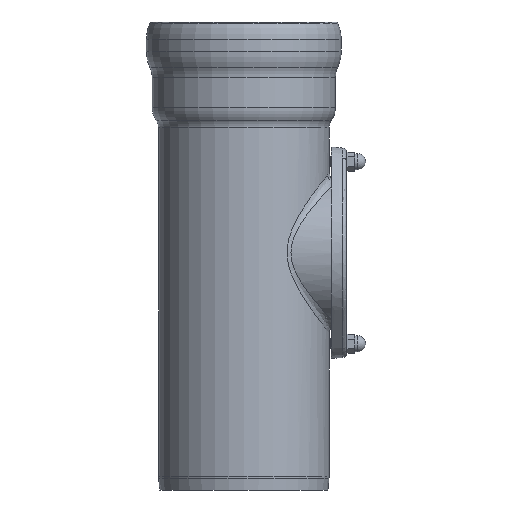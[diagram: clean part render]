
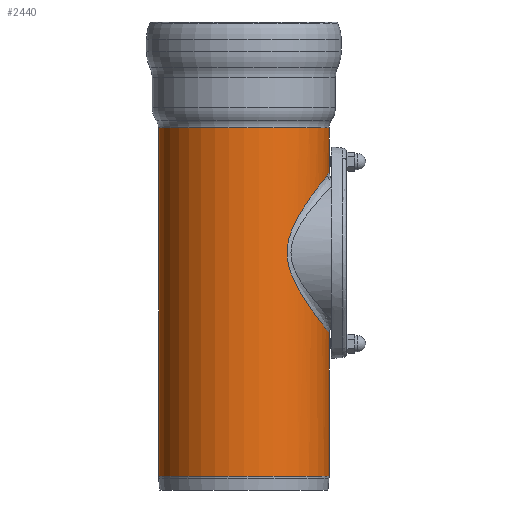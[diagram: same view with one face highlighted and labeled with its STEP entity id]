
A CAD part, left-side view. The second image highlights one B-rep face of the part: STEP entity #2440.
In plain terms, the highlighted cylindrical face has radius 665 mm (diameter 1330 mm), a full revolution.
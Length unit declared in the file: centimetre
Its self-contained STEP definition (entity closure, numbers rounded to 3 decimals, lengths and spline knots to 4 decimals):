
#196=LINE('',#4852,#304);
#197=LINE('',#4854,#305);
#304=VECTOR('',#2993,66.5);
#305=VECTOR('',#2994,66.5);
#411=CYLINDRICAL_SURFACE('',#2619,66.5);
#439=FACE_OUTER_BOUND('',#604,.T.);
#604=EDGE_LOOP('',(#1691,#1692,#1693,#1694,#1695,#1696,#1697,#1698,#1699,
#1700,#1701));
#784=B_SPLINE_CURVE_WITH_KNOTS('',3,(#4730,#4731,#4732,#4733,#4734,#4735,
#4736,#4737,#4738,#4739,#4740,#4741,#4742,#4743,#4744,#4745,#4746),
 .UNSPECIFIED.,.F.,.F.,(4,1,1,1,1,1,1,1,1,1,1,1,1,1,4),(0.,3.3132,
6.6264,13.2527,19.8791,26.5054,33.1318,
39.7581,46.3845,53.0108,58.9009,70.6811,
79.5163,88.3514,92.7674),.UNSPECIFIED.);
#785=B_SPLINE_CURVE_WITH_KNOTS('',3,(#4748,#4749,#4750,#4751,#4752,#4753,
#4754,#4755,#4756,#4757,#4758,#4759,#4760,#4761,#4762,#4763,#4764,#4765,
#4766,#4767,#4768,#4769,#4770,#4771,#4772,#4773,#4774,#4775),
 .UNSPECIFIED.,.F.,.F.,(4,1,1,1,1,1,1,1,1,1,1,1,1,1,1,1,1,1,1,1,1,1,1,1,
1,4),(92.7674,97.1866,106.0217,114.8568,
123.692,132.5271,141.3623,150.1974,159.0325,
167.8677,172.2853,176.7028,182.5929,188.483,
194.3731,198.7907,203.2083,212.0434,220.8785,
229.7137,238.5488,247.384,256.2191,265.0542,
271.6806,278.3048),.UNSPECIFIED.);
#786=B_SPLINE_CURVE_WITH_KNOTS('',3,(#4776,#4777,#4778,#4779,#4780,#4781,
#4782,#4783,#4784,#4785,#4786,#4787,#4788,#4789,#4790,#4791,#4792),
 .UNSPECIFIED.,.F.,.F.,(4,1,1,1,1,1,1,1,1,1,1,1,1,1,4),(278.3048,
278.307,284.9333,291.5597,298.186,304.8124,
318.0651,331.3178,337.9442,344.5705,351.1969,
357.8232,364.4496,367.7628,371.0759),
 .UNSPECIFIED.);
#865=CIRCLE('',#2620,66.5);
#866=CIRCLE('',#2621,66.5);
#867=CIRCLE('',#2622,66.5);
#868=CIRCLE('',#2623,66.5);
#1058=VERTEX_POINT('',#4727);
#1059=VERTEX_POINT('',#4729);
#1060=VERTEX_POINT('',#4747);
#1061=VERTEX_POINT('',#4848);
#1062=VERTEX_POINT('',#4849);
#1063=VERTEX_POINT('',#4853);
#1064=VERTEX_POINT('',#4855);
#1297=EDGE_CURVE('',#1058,#1059,#784,.T.);
#1298=EDGE_CURVE('',#1059,#1060,#785,.T.);
#1299=EDGE_CURVE('',#1060,#1058,#786,.T.);
#1301=EDGE_CURVE('',#1061,#1062,#865,.T.);
#1302=EDGE_CURVE('',#1062,#1061,#866,.T.);
#1303=EDGE_CURVE('',#1062,#1060,#196,.T.);
#1304=EDGE_CURVE('',#1059,#1063,#197,.T.);
#1305=EDGE_CURVE('',#1063,#1064,#867,.T.);
#1306=EDGE_CURVE('',#1064,#1063,#868,.T.);
#1691=ORIENTED_EDGE('',*,*,#1301,.F.);
#1692=ORIENTED_EDGE('',*,*,#1302,.F.);
#1693=ORIENTED_EDGE('',*,*,#1303,.T.);
#1694=ORIENTED_EDGE('',*,*,#1298,.F.);
#1695=ORIENTED_EDGE('',*,*,#1304,.T.);
#1696=ORIENTED_EDGE('',*,*,#1305,.T.);
#1697=ORIENTED_EDGE('',*,*,#1306,.T.);
#1698=ORIENTED_EDGE('',*,*,#1304,.F.);
#1699=ORIENTED_EDGE('',*,*,#1297,.F.);
#1700=ORIENTED_EDGE('',*,*,#1299,.F.);
#1701=ORIENTED_EDGE('',*,*,#1303,.F.);
#2440=ADVANCED_FACE('',(#439),#411,.T.);
#2619=AXIS2_PLACEMENT_3D('',#4847,#2987,#2988);
#2620=AXIS2_PLACEMENT_3D('',#4850,#2989,#2990);
#2621=AXIS2_PLACEMENT_3D('',#4851,#2991,#2992);
#2622=AXIS2_PLACEMENT_3D('',#4856,#2995,#2996);
#2623=AXIS2_PLACEMENT_3D('',#4857,#2997,#2998);
#2987=DIRECTION('center_axis',(0.,0.,
-1.));
#2988=DIRECTION('ref_axis',(0.,1.,0.));
#2989=DIRECTION('center_axis',(0.,0.,
-1.));
#2990=DIRECTION('ref_axis',(0.,-1.,0.));
#2991=DIRECTION('center_axis',(0.,0.,
-1.));
#2992=DIRECTION('ref_axis',(0.,-1.,0.));
#2993=DIRECTION('',(0.,0.,1.));
#2994=DIRECTION('',(0.,0.,1.));
#2995=DIRECTION('center_axis',(0.,0.,
-1.));
#2996=DIRECTION('ref_axis',(0.,-1.,0.));
#2997=DIRECTION('center_axis',(0.,0.,
-1.));
#2998=DIRECTION('ref_axis',(0.,-1.,0.));
#4727=CARTESIAN_POINT('',(57.3276,-33.7016,185.));
#4729=CARTESIAN_POINT('',(-0.0001,-66.4998,247.4998));
#4730=CARTESIAN_POINT('Ctrl Pts',(57.3276,-33.7016,185.));
#4731=CARTESIAN_POINT('Ctrl Pts',(57.3276,-33.7016,186.2592));
#4732=CARTESIAN_POINT('Ctrl Pts',(57.2575,-33.8213,188.7768));
#4733=CARTESIAN_POINT('Ctrl Pts',(56.8434,-34.5179,193.7468));
#4734=CARTESIAN_POINT('Ctrl Pts',(55.8425,-36.1459,199.7182));
#4735=CARTESIAN_POINT('Ctrl Pts',(53.9906,-38.8818,206.3778));
#4736=CARTESIAN_POINT('Ctrl Pts',(51.5703,-42.0571,212.5664));
#4737=CARTESIAN_POINT('Ctrl Pts',(48.6208,-45.4495,218.3285));
#4738=CARTESIAN_POINT('Ctrl Pts',(45.1568,-48.9046,223.6895));
#4739=CARTESIAN_POINT('Ctrl Pts',(41.1804,-52.3081,228.6489));
#4740=CARTESIAN_POINT('Ctrl Pts',(36.8498,-55.4437,233.0183));
#4741=CARTESIAN_POINT('Ctrl Pts',(30.7539,-59.1449,238.0186));
#4742=CARTESIAN_POINT('Ctrl Pts',(23.183,-62.6018,242.5301));
#4743=CARTESIAN_POINT('Ctrl Pts',(13.7276,-65.2763,245.9513));
#4744=CARTESIAN_POINT('Ctrl Pts',(6.1595,-66.3402,247.2977));
#4745=CARTESIAN_POINT('Ctrl Pts',(1.5396,-66.4998,247.4997));
#4746=CARTESIAN_POINT('Ctrl Pts',(-0.0001,-66.4998,
247.4997));
#4747=CARTESIAN_POINT('',(0.,-66.5001,122.4999));
#4748=CARTESIAN_POINT('Ctrl Pts',(-0.0001,-66.4998,
247.4997));
#4749=CARTESIAN_POINT('Ctrl Pts',(-1.5408,-66.4998,247.4998));
#4750=CARTESIAN_POINT('Ctrl Pts',(-6.162,-66.34,247.2976));
#4751=CARTESIAN_POINT('Ctrl Pts',(-13.732,-65.2753,245.9498));
#4752=CARTESIAN_POINT('Ctrl Pts',(-22.2389,-62.8686,242.8718));
#4753=CARTESIAN_POINT('Ctrl Pts',(-29.9481,-59.5601,238.5617));
#4754=CARTESIAN_POINT('Ctrl Pts',(-36.753,-55.5944,233.2452));
#4755=CARTESIAN_POINT('Ctrl Pts',(-42.6323,-51.1992,227.092));
#4756=CARTESIAN_POINT('Ctrl Pts',(-47.593,-46.594,220.2046));
#4757=CARTESIAN_POINT('Ctrl Pts',(-51.6374,-42.032,212.6219));
#4758=CARTESIAN_POINT('Ctrl Pts',(-54.2312,-38.5377,205.6679));
#4759=CARTESIAN_POINT('Ctrl Pts',(-55.7826,-36.2175,199.6704));
#4760=CARTESIAN_POINT('Ctrl Pts',(-56.7523,-34.6744,194.4274));
#4761=CARTESIAN_POINT('Ctrl Pts',(-57.3547,-33.6561,188.3789));
#4762=CARTESIAN_POINT('Ctrl Pts',(-57.355,-33.6556,181.6219));
#4763=CARTESIAN_POINT('Ctrl Pts',(-56.7519,-34.675,175.5706));
#4764=CARTESIAN_POINT('Ctrl Pts',(-55.7827,-36.2173,170.3302));
#4765=CARTESIAN_POINT('Ctrl Pts',(-54.2314,-38.5374,164.3329));
#4766=CARTESIAN_POINT('Ctrl Pts',(-51.6377,-42.0319,157.3779));
#4767=CARTESIAN_POINT('Ctrl Pts',(-47.5894,-46.5977,149.7896));
#4768=CARTESIAN_POINT('Ctrl Pts',(-42.6308,-51.2002,142.9066));
#4769=CARTESIAN_POINT('Ctrl Pts',(-36.7506,-55.5963,136.7522));
#4770=CARTESIAN_POINT('Ctrl Pts',(-29.9438,-59.562,131.4357));
#4771=CARTESIAN_POINT('Ctrl Pts',(-22.237,-62.8695,127.1271));
#4772=CARTESIAN_POINT('Ctrl Pts',(-14.4355,-65.0757,124.3054));
#4773=CARTESIAN_POINT('Ctrl Pts',(-6.9288,-66.2579,122.8059));
#4774=CARTESIAN_POINT('Ctrl Pts',(-2.3095,-66.5001,122.4999));
#4775=CARTESIAN_POINT('Ctrl Pts',(0.,-66.5001,
122.4999));
#4776=CARTESIAN_POINT('Ctrl Pts',(0.,-66.5001,
122.4999));
#4777=CARTESIAN_POINT('Ctrl Pts',(0.0007,-66.5001,
122.4999));
#4778=CARTESIAN_POINT('Ctrl Pts',(2.3117,-66.5001,122.4999));
#4779=CARTESIAN_POINT('Ctrl Pts',(6.9334,-66.2576,122.8062));
#4780=CARTESIAN_POINT('Ctrl Pts',(13.6898,-65.1924,124.1573));
#4781=CARTESIAN_POINT('Ctrl Pts',(20.1248,-63.4942,126.3279));
#4782=CARTESIAN_POINT('Ctrl Pts',(28.1465,-60.5072,130.1926));
#4783=CARTESIAN_POINT('Ctrl Pts',(36.9483,-55.6841,136.584));
#4784=CARTESIAN_POINT('Ctrl Pts',(44.006,-50.0531,144.531));
#4785=CARTESIAN_POINT('Ctrl Pts',(48.6221,-45.4478,151.673));
#4786=CARTESIAN_POINT('Ctrl Pts',(51.5701,-42.0574,157.4338));
#4787=CARTESIAN_POINT('Ctrl Pts',(53.9907,-38.8816,163.622));
#4788=CARTESIAN_POINT('Ctrl Pts',(55.843,-36.1453,170.2841));
#4789=CARTESIAN_POINT('Ctrl Pts',(56.8435,-34.5177,176.2543));
#4790=CARTESIAN_POINT('Ctrl Pts',(57.2575,-33.8214,181.2228));
#4791=CARTESIAN_POINT('Ctrl Pts',(57.3276,-33.7016,183.7408));
#4792=CARTESIAN_POINT('Ctrl Pts',(57.3276,-33.7016,185.));
#4847=CARTESIAN_POINT('Origin',(0.,0.,15.382));
#4848=CARTESIAN_POINT('',(-66.5,0.,10.7641));
#4849=CARTESIAN_POINT('',(0.,-66.5,10.7641));
#4850=CARTESIAN_POINT('Origin',(0.,0.,10.7641));
#4851=CARTESIAN_POINT('Origin',(0.,0.,10.7641));
#4852=CARTESIAN_POINT('',(0.,-66.5,15.382));
#4853=CARTESIAN_POINT('',(0.,-66.5,282.5));
#4854=CARTESIAN_POINT('',(0.,-66.5,15.382));
#4855=CARTESIAN_POINT('',(-66.5,0.,282.5));
#4856=CARTESIAN_POINT('Origin',(0.,0.,282.5));
#4857=CARTESIAN_POINT('Origin',(0.,0.,282.5));
